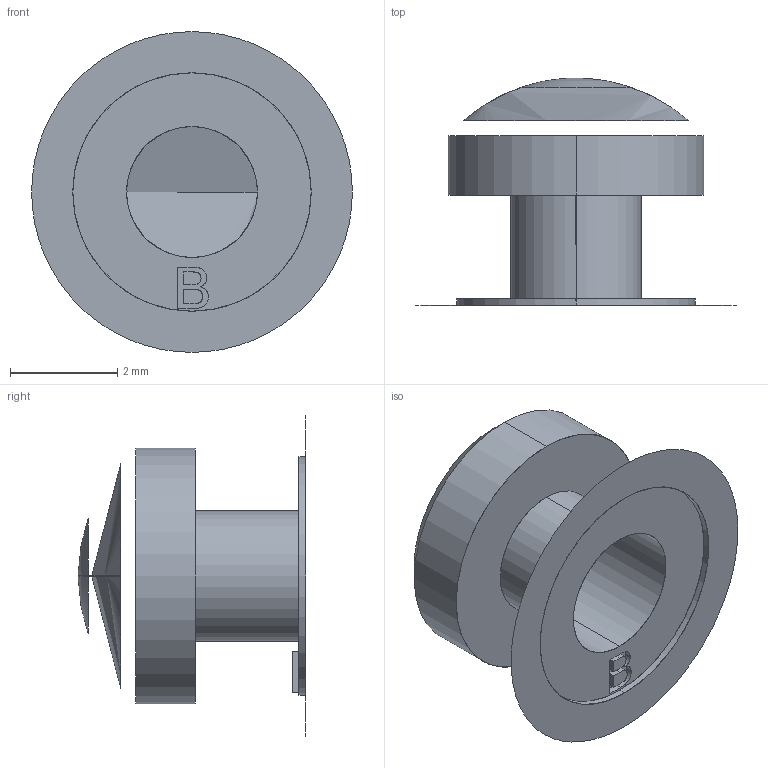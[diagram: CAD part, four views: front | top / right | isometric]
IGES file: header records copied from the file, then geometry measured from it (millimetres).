
Start section: SolidWorks IGES file using analytic representation for surfaces
Global section: file name: 250-TBR-CB.IGS; native system: SolidWorks 2006 by SolidWorks Corporation; preprocessor: SolidWorks 2006 by SolidWorks Corporation; author: rvillegas; date: 061210.195801; units: inch
Bounding box: 5.98 x 4.24 x 5.98 mm (x, y, z)
Surface area: 89.9 mm2 (no closed solid volume)
Topology: 0 solids, 0 shells, 33 faces, 426 edges, 426 vertices
Faces by surface type: bspline 25, revolution 8
